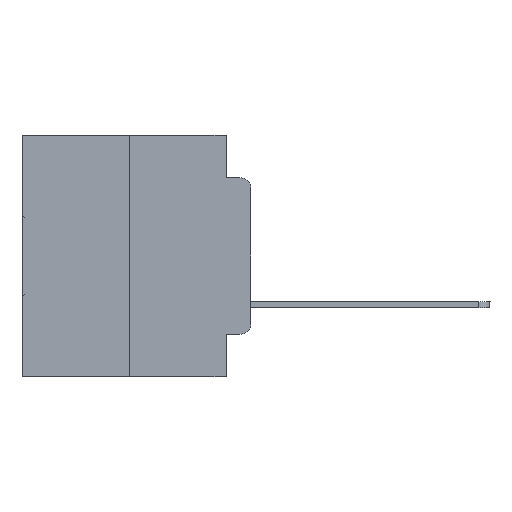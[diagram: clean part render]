
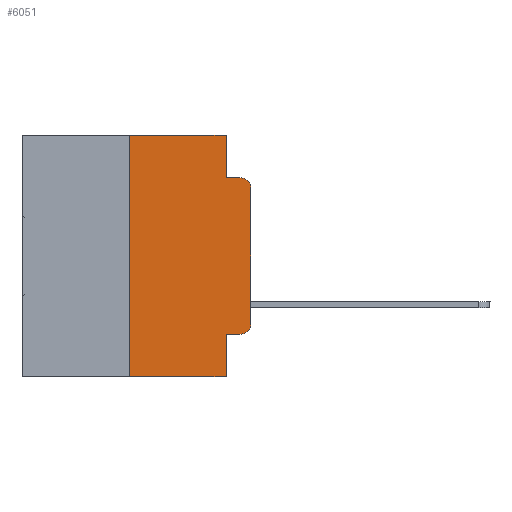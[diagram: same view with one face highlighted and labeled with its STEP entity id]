
A CAD part, left-side view. The second image highlights one B-rep face of the part: STEP entity #6051.
In plain terms, the highlighted planar face has unit normal (-1, 0, 0).
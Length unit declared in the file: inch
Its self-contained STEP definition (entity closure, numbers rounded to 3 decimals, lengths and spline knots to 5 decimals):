
#511 = CARTESIAN_POINT ( 'NONE',  ( 0., 0.02, -0.1085 ) ) ;
#1059 = EDGE_CURVE ( 'NONE', #19459, #25959, #31257, .T. ) ;
#1139 = VERTEX_POINT ( 'NONE', #10548 ) ;
#1859 = CARTESIAN_POINT ( 'NONE',  ( 0., 0.02, -0.0885 ) ) ;
#2609 = CARTESIAN_POINT ( 'NONE',  ( 0., 0.02, -0.3915 ) ) ;
#2803 = CARTESIAN_POINT ( 'NONE',  ( 0., 0.473, 0. ) ) ;
#2919 = DIRECTION ( 'NONE',  ( 0., 0., -1. ) ) ;
#3244 = EDGE_CURVE ( 'NONE', #9645, #5750, #18999, .T. ) ;
#4105 = VERTEX_POINT ( 'NONE', #32278 ) ;
#4146 = ORIENTED_EDGE ( 'NONE', *, *, #3244, .F. ) ;
#4582 = ORIENTED_EDGE ( 'NONE', *, *, #14277, .T. ) ;
#4608 = LINE ( 'NONE', #10734, #13957 ) ;
#5324 = DIRECTION ( 'NONE',  ( -1., 0., 0. ) ) ;
#5750 = VERTEX_POINT ( 'NONE', #25717 ) ;
#5798 = VERTEX_POINT ( 'NONE', #8090 ) ;
#5835 = DIRECTION ( 'NONE',  ( 0., -1., 0. ) ) ;
#6051 = ADVANCED_FACE ( 'NONE', ( #24798 ), #17059, .F. ) ;
#6618 = EDGE_CURVE ( 'NONE', #4105, #5798, #30258, .T. ) ;
#6728 = VECTOR ( 'NONE', #27237, 39.37008 ) ;
#7270 = VERTEX_POINT ( 'NONE', #9111 ) ;
#7927 = DIRECTION ( 'NONE',  ( 0., -1., 0. ) ) ;
#8090 = CARTESIAN_POINT ( 'NONE',  ( 0., 0.25, 0. ) ) ;
#8142 = DIRECTION ( 'NONE',  ( 0., 0., -1. ) ) ;
#8583 = CIRCLE ( 'NONE', #17626, 0.02 ) ;
#9111 = CARTESIAN_POINT ( 'NONE',  ( 0., 0., -0.3915 ) ) ;
#9323 = CARTESIAN_POINT ( 'NONE',  ( 0., 0.051, 0. ) ) ;
#9645 = VERTEX_POINT ( 'NONE', #17417 ) ;
#9791 = CARTESIAN_POINT ( 'NONE',  ( 0., 0.473, 0. ) ) ;
#10452 = VECTOR ( 'NONE', #8142, 39.37008 ) ;
#10548 = CARTESIAN_POINT ( 'NONE',  ( 0., 0.051, -0.4115 ) ) ;
#10734 = CARTESIAN_POINT ( 'NONE',  ( 0., 0.473, -0.5 ) ) ;
#11260 = DIRECTION ( 'NONE',  ( 0., -1., 0. ) ) ;
#11395 = CARTESIAN_POINT ( 'NONE',  ( 0., 0., -0.1085 ) ) ;
#11631 = VECTOR ( 'NONE', #26723, 39.37008 ) ;
#11719 = EDGE_CURVE ( 'NONE', #1139, #27167, #23433, .T. ) ;
#12524 = CARTESIAN_POINT ( 'NONE',  ( 0., 0.051, -0.5 ) ) ;
#13152 = CARTESIAN_POINT ( 'NONE',  ( 0., 0.051, 0. ) ) ;
#13247 = ORIENTED_EDGE ( 'NONE', *, *, #11719, .T. ) ;
#13335 = EDGE_CURVE ( 'NONE', #7270, #19459, #19878, .T. ) ;
#13543 = CARTESIAN_POINT ( 'NONE',  ( 0., 0.25, 0. ) ) ;
#13957 = VECTOR ( 'NONE', #5835, 39.37008 ) ;
#14277 = EDGE_CURVE ( 'NONE', #4105, #31239, #4608, .T. ) ;
#14640 = CARTESIAN_POINT ( 'NONE',  ( 0., 0., 0. ) ) ;
#15366 = DIRECTION ( 'NONE',  ( -1., 0., 0. ) ) ;
#15953 = ORIENTED_EDGE ( 'NONE', *, *, #22222, .F. ) ;
#16283 = CARTESIAN_POINT ( 'NONE',  ( 0., 0.051, -0.0885 ) ) ;
#16465 = ORIENTED_EDGE ( 'NONE', *, *, #6618, .F. ) ;
#17059 = PLANE ( 'NONE',  #22787 ) ;
#17417 = CARTESIAN_POINT ( 'NONE',  ( 0., 0.051, 0. ) ) ;
#17626 = AXIS2_PLACEMENT_3D ( 'NONE', #2609, #15366, #22656 ) ;
#18513 = ORIENTED_EDGE ( 'NONE', *, *, #1059, .T. ) ;
#18999 = LINE ( 'NONE', #13152, #10452 ) ;
#19350 = DIRECTION ( 'NONE',  ( 1., 0., 0. ) ) ;
#19459 = VERTEX_POINT ( 'NONE', #11395 ) ;
#19878 = LINE ( 'NONE', #14640, #28421 ) ;
#20575 = ORIENTED_EDGE ( 'NONE', *, *, #29154, .F. ) ;
#20916 = ORIENTED_EDGE ( 'NONE', *, *, #24306, .T. ) ;
#21797 = VECTOR ( 'NONE', #11260, 39.37008 ) ;
#21936 = DIRECTION ( 'NONE',  ( 0., 0., 1. ) ) ;
#22222 = EDGE_CURVE ( 'NONE', #5798, #9645, #28158, .T. ) ;
#22567 = LINE ( 'NONE', #16283, #21797 ) ;
#22656 = DIRECTION ( 'NONE',  ( 0., 0., -1. ) ) ;
#22675 = VECTOR ( 'NONE', #7927, 39.37008 ) ;
#22787 = AXIS2_PLACEMENT_3D ( 'NONE', #9791, #19350, #24355 ) ;
#23220 = VECTOR ( 'NONE', #23742, 39.37008 ) ;
#23433 = LINE ( 'NONE', #29528, #6728 ) ;
#23742 = DIRECTION ( 'NONE',  ( 0., 0., 1. ) ) ;
#24306 = EDGE_CURVE ( 'NONE', #27167, #7270, #8583, .T. ) ;
#24353 = AXIS2_PLACEMENT_3D ( 'NONE', #511, #5324, #2919 ) ;
#24355 = DIRECTION ( 'NONE',  ( 0., 0., -1. ) ) ;
#24798 = FACE_OUTER_BOUND ( 'NONE', #27579, .T. ) ;
#25258 = ORIENTED_EDGE ( 'NONE', *, *, #29358, .F. ) ;
#25717 = CARTESIAN_POINT ( 'NONE',  ( 0., 0.051, -0.0885 ) ) ;
#25959 = VERTEX_POINT ( 'NONE', #1859 ) ;
#26723 = DIRECTION ( 'NONE',  ( 0., 0., -1. ) ) ;
#27167 = VERTEX_POINT ( 'NONE', #29897 ) ;
#27237 = DIRECTION ( 'NONE',  ( 0., -1., 0. ) ) ;
#27579 = EDGE_LOOP ( 'NONE', ( #27582, #18513, #20575, #4146, #15953, #16465, #4582, #25258, #13247, #20916 ) ) ;
#27582 = ORIENTED_EDGE ( 'NONE', *, *, #13335, .T. ) ;
#28158 = LINE ( 'NONE', #2803, #22675 ) ;
#28421 = VECTOR ( 'NONE', #21936, 39.37008 ) ;
#29154 = EDGE_CURVE ( 'NONE', #5750, #25959, #22567, .T. ) ;
#29358 = EDGE_CURVE ( 'NONE', #1139, #31239, #30745, .T. ) ;
#29528 = CARTESIAN_POINT ( 'NONE',  ( 0., 0.051, -0.4115 ) ) ;
#29897 = CARTESIAN_POINT ( 'NONE',  ( 0., 0.02, -0.4115 ) ) ;
#30258 = LINE ( 'NONE', #13543, #23220 ) ;
#30745 = LINE ( 'NONE', #9323, #11631 ) ;
#31239 = VERTEX_POINT ( 'NONE', #12524 ) ;
#31257 = CIRCLE ( 'NONE', #24353, 0.02 ) ;
#32278 = CARTESIAN_POINT ( 'NONE',  ( 0., 0.25, -0.5 ) ) ;
